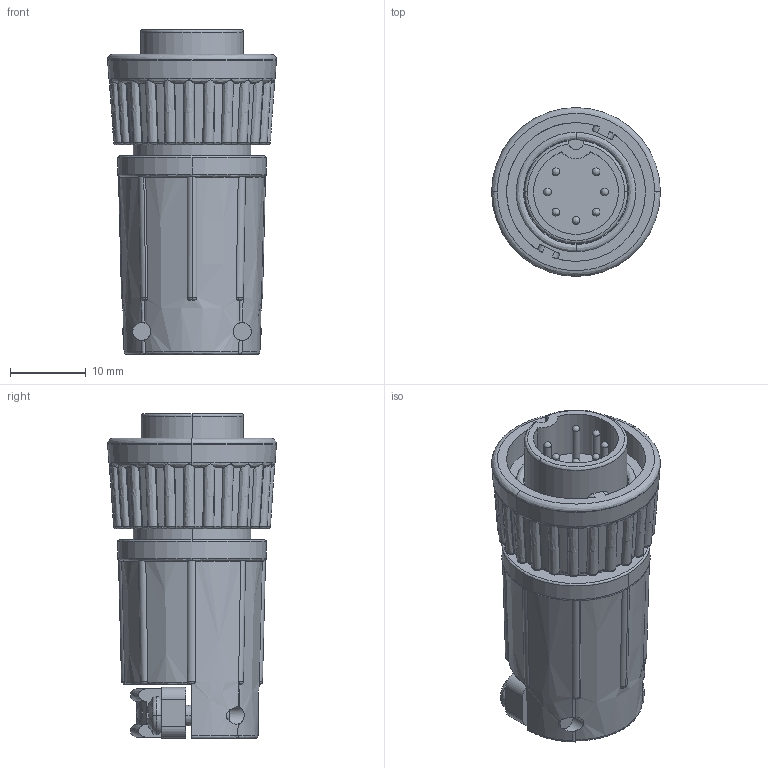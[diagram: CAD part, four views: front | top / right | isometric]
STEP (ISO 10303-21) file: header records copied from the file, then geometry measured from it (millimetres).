
FILE_DESCRIPTION (( 'STEP AP203' ), '1' );
FILE_NAME ('3282-7PG-5XX.STEP', '2018-08-10T16:27:10', ( '' ), ( '' ), 'SwSTEP 2.0', 'SolidWorks 2017', '' );
FILE_SCHEMA (( 'CONFIG_CONTROL_DESIGN' ));
Length unit declared in the file: inch
Products named in the file (1): 3282-7PG-5XX
Bounding box: 22.23 x 22.23 x 42.8 mm (x, y, z)
Volume: 9804.7 mm3; surface area: 4983.2 mm2
Topology: 1 solids, 1 shells, 410 faces, 1168 edges, 772 vertices
Faces by surface type: bspline 171, plane 132, cylinder 64, cone 43
Entity records: 20980 total; most frequent: CARTESIAN_POINT 12194, ORIENTED_EDGE 2308, DIRECTION 1207, EDGE_CURVE 1154, VERTEX_POINT 772, B_SPLINE_CURVE_WITH_KNOTS 508, AXIS2_PLACEMENT_3D 479, EDGE_LOOP 438
